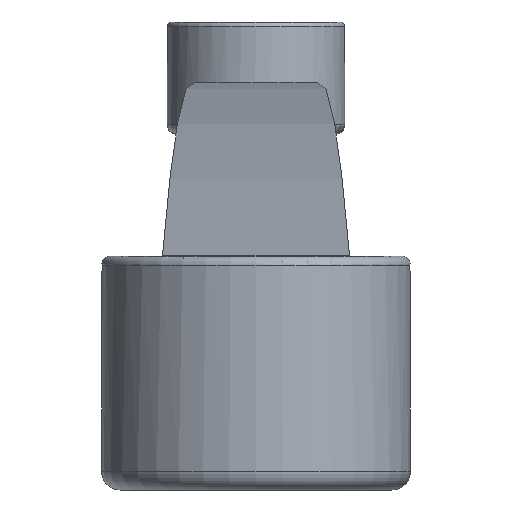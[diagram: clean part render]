
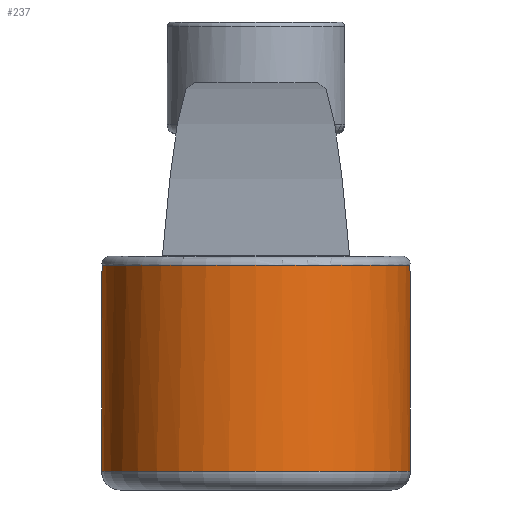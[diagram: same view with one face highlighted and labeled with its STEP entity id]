
A CAD part, left-side view. The second image highlights one B-rep face of the part: STEP entity #237.
In plain terms, the highlighted cylindrical face has radius 16.5 mm (diameter 33 mm), a full revolution.
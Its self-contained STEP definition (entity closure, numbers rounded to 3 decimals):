
#102=CYLINDRICAL_SURFACE('',#681,16.5);
#142=FACE_BOUND('',#308,.T.);
#143=FACE_BOUND('',#309,.T.);
#170=LINE('',#1030,#208);
#171=LINE('',#1031,#209);
#208=VECTOR('',#766,1.);
#209=VECTOR('',#767,1.);
#237=ADVANCED_FACE('',(#142,#143),#102,.T.);
#308=EDGE_LOOP('',(#388));
#309=EDGE_LOOP('',(#389,#390,#391,#392,#393,#394,#395));
#352=B_SPLINE_CURVE_WITH_KNOTS('',3,(#1020,#1021,#1022,#1023,#1024,#1025,
#1026,#1027),.UNSPECIFIED.,.F.,.F.,(4,2,2,4),(0.,0.25,0.5,
1.),.UNSPECIFIED.);
#353=B_SPLINE_CURVE_WITH_KNOTS('',3,(#1033,#1034,#1035,#1036,#1037,#1038,
#1039,#1040),.UNSPECIFIED.,.F.,.F.,(4,2,2,4),(0.,0.5,0.75,
1.),.UNSPECIFIED.);
#388=ORIENTED_EDGE('',*,*,#598,.T.);
#389=ORIENTED_EDGE('',*,*,#599,.F.);
#390=ORIENTED_EDGE('',*,*,#600,.T.);
#391=ORIENTED_EDGE('',*,*,#579,.T.);
#392=ORIENTED_EDGE('',*,*,#601,.F.);
#393=ORIENTED_EDGE('',*,*,#602,.F.);
#394=ORIENTED_EDGE('',*,*,#603,.F.);
#395=ORIENTED_EDGE('',*,*,#604,.F.);
#526=VERTEX_POINT('',#952);
#527=VERTEX_POINT('',#954);
#544=VERTEX_POINT('',#1019);
#545=VERTEX_POINT('',#1028);
#546=VERTEX_POINT('',#1029);
#547=VERTEX_POINT('',#1032);
#548=VERTEX_POINT('',#1041);
#549=VERTEX_POINT('',#1043);
#579=EDGE_CURVE('',#527,#526,#655,.T.);
#598=EDGE_CURVE('',#544,#544,#657,.T.);
#599=EDGE_CURVE('',#545,#546,#352,.T.);
#600=EDGE_CURVE('',#545,#527,#170,.T.);
#601=EDGE_CURVE('',#547,#526,#171,.T.);
#602=EDGE_CURVE('',#548,#547,#353,.T.);
#603=EDGE_CURVE('',#549,#548,#658,.T.);
#604=EDGE_CURVE('',#546,#549,#659,.T.);
#655=CIRCLE('',#671,16.5);
#657=CIRCLE('',#678,16.5);
#658=CIRCLE('',#679,16.5);
#659=CIRCLE('',#680,16.5);
#671=AXIS2_PLACEMENT_3D('',#953,#736,#737);
#678=AXIS2_PLACEMENT_3D('',#1018,#764,#765);
#679=AXIS2_PLACEMENT_3D('',#1042,#768,#769);
#680=AXIS2_PLACEMENT_3D('',#1044,#770,#771);
#681=AXIS2_PLACEMENT_3D('',#1045,#772,#773);
#736=DIRECTION('',(0.,0.,-1.));
#737=DIRECTION('',(-1.,0.,0.));
#764=DIRECTION('',(0.,0.,1.));
#765=DIRECTION('',(-1.,0.,0.));
#766=DIRECTION('',(0.,0.,1.));
#767=DIRECTION('',(0.,0.,1.));
#768=DIRECTION('',(0.,0.,1.));
#769=DIRECTION('',(-1.,0.,0.));
#770=DIRECTION('',(0.,0.,1.));
#771=DIRECTION('',(-1.,0.,0.));
#772=DIRECTION('',(0.,0.,-1.));
#773=DIRECTION('',(-1.,0.,0.));
#952=CARTESIAN_POINT('',(87.488,179.,-1.));
#953=CARTESIAN_POINT('',(74.363,169.,-1.));
#954=CARTESIAN_POINT('',(87.488,159.,-1.));
#1018=CARTESIAN_POINT('',(74.363,169.,-23.));
#1019=CARTESIAN_POINT('',(57.863,169.,-23.));
#1020=CARTESIAN_POINT('',(87.488,159.,-5.));
#1021=CARTESIAN_POINT('',(87.488,159.,-5.412));
#1022=CARTESIAN_POINT('',(87.623,159.176,-5.793));
#1023=CARTESIAN_POINT('',(87.969,159.661,-6.341));
#1024=CARTESIAN_POINT('',(88.177,159.968,-6.53));
#1025=CARTESIAN_POINT('',(88.781,160.939,-6.932));
#1026=CARTESIAN_POINT('',(89.163,161.661,-7.));
#1027=CARTESIAN_POINT('',(89.488,162.404,-7.));
#1028=CARTESIAN_POINT('',(87.488,159.,-5.));
#1029=CARTESIAN_POINT('',(89.488,162.404,-7.));
#1030=CARTESIAN_POINT('',(87.488,159.,-345.));
#1031=CARTESIAN_POINT('',(87.488,179.,-345.));
#1032=CARTESIAN_POINT('',(87.488,179.,-5.));
#1033=CARTESIAN_POINT('',(89.488,175.595,-7.));
#1034=CARTESIAN_POINT('',(89.164,176.338,-7.));
#1035=CARTESIAN_POINT('',(88.782,177.058,-6.933));
#1036=CARTESIAN_POINT('',(88.176,178.033,-6.529));
#1037=CARTESIAN_POINT('',(87.97,178.337,-6.344));
#1038=CARTESIAN_POINT('',(87.621,178.827,-5.79));
#1039=CARTESIAN_POINT('',(87.488,179.,-5.411));
#1040=CARTESIAN_POINT('',(87.488,179.,-5.));
#1041=CARTESIAN_POINT('',(89.488,175.595,-7.));
#1042=CARTESIAN_POINT('',(74.363,169.,-7.));
#1043=CARTESIAN_POINT('',(90.863,169.,-7.));
#1044=CARTESIAN_POINT('',(74.363,169.,-7.));
#1045=CARTESIAN_POINT('',(74.363,169.,0.));
